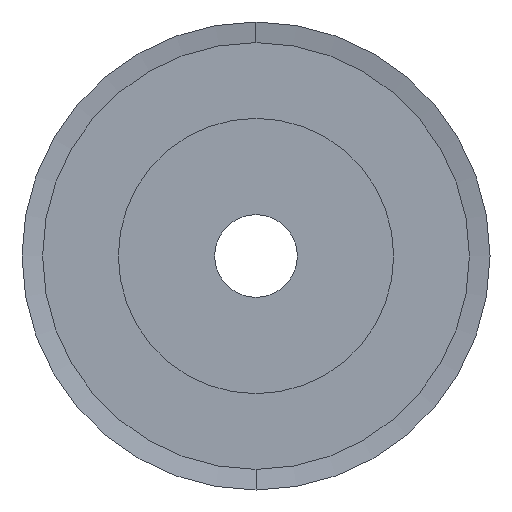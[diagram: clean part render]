
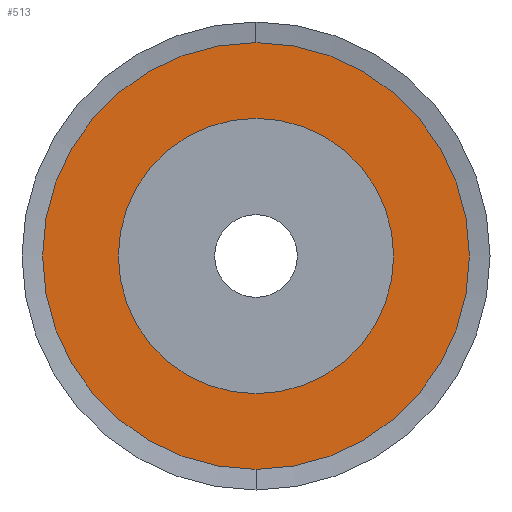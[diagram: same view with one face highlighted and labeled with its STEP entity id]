
A CAD part, left-side view. The second image highlights one B-rep face of the part: STEP entity #513.
In plain terms, the highlighted planar face has unit normal (-1, 0, 0).
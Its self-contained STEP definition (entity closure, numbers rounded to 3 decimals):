
#513=ADVANCED_FACE('',(#1030,#1031),#1032,.T.);
#1030=FACE_OUTER_BOUND('',#1548,.T.);
#1031=FACE_BOUND('',#1549,.T.);
#1032=PLANE('',#1550);
#1548=EDGE_LOOP('',(#3141,#3142));
#1549=EDGE_LOOP('',(#3143,#3144));
#1550=AXIS2_PLACEMENT_3D('',#3145,#3146,#3147);
#3141=ORIENTED_EDGE('',*,*,#3838,.F.);
#3142=ORIENTED_EDGE('',*,*,#3224,.F.);
#3143=ORIENTED_EDGE('',*,*,#3214,.F.);
#3144=ORIENTED_EDGE('',*,*,#3839,.F.);
#3145=CARTESIAN_POINT('',(-19.75,0.0,-11.75));
#3146=DIRECTION('',(-1.0,0.0,0.0));
#3147=DIRECTION('',(0.0,0.0,1.0));
#3214=EDGE_CURVE('',#3867,#3863,#3869,.T.);
#3224=EDGE_CURVE('',#3883,#3880,#3885,.T.);
#3838=EDGE_CURVE('',#3880,#3883,#4801,.T.);
#3839=EDGE_CURVE('',#3863,#3867,#4802,.T.);
#3863=VERTEX_POINT('',#4828);
#3867=VERTEX_POINT('',#4833);
#3869=CIRCLE('',#4836,10.0);
#3880=VERTEX_POINT('',#4849);
#3883=VERTEX_POINT('',#4853);
#3885=CIRCLE('',#4856,15.5);
#4801=CIRCLE('',#5998,15.5);
#4802=CIRCLE('',#5999,10.0);
#4828=CARTESIAN_POINT('',(-19.75,0.,-10.0));
#4833=CARTESIAN_POINT('',(-19.75,0.,10.0));
#4836=AXIS2_PLACEMENT_3D('',#6025,#6026,#6027);
#4849=CARTESIAN_POINT('',(-19.75,0.0,-15.5));
#4853=CARTESIAN_POINT('',(-19.75,0.,15.5));
#4856=AXIS2_PLACEMENT_3D('',#6041,#6042,#6043);
#5998=AXIS2_PLACEMENT_3D('',#6960,#6961,#6962);
#5999=AXIS2_PLACEMENT_3D('',#6963,#6964,#6965);
#6025=CARTESIAN_POINT('',(-19.75,0.0,0.0));
#6026=DIRECTION('',(-1.0,0.0,0.0));
#6027=DIRECTION('',(0.0,0.0,-1.0));
#6041=CARTESIAN_POINT('',(-19.75,0.0,0.0));
#6042=DIRECTION('',(1.0,0.0,0.0));
#6043=DIRECTION('',(0.0,0.0,-1.0));
#6960=CARTESIAN_POINT('',(-19.75,0.0,0.0));
#6961=DIRECTION('',(1.0,0.0,0.0));
#6962=DIRECTION('',(0.0,0.0,-1.0));
#6963=CARTESIAN_POINT('',(-19.75,0.0,0.0));
#6964=DIRECTION('',(-1.0,0.0,0.0));
#6965=DIRECTION('',(0.0,0.0,-1.0));
